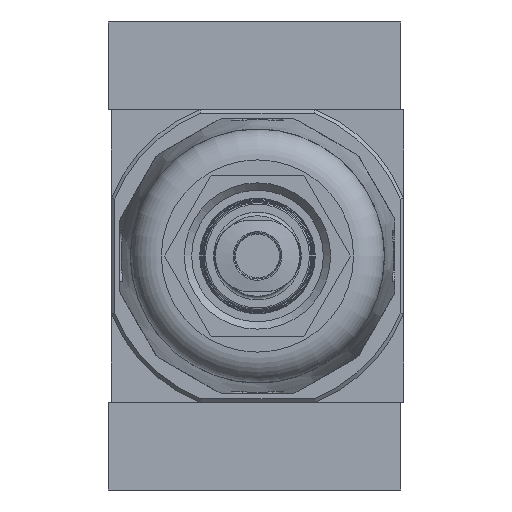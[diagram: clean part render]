
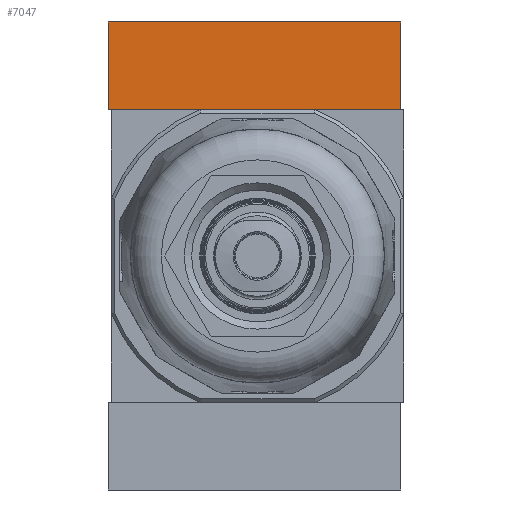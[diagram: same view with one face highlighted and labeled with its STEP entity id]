
A CAD part, front view. The second image highlights one B-rep face of the part: STEP entity #7047.
In plain terms, the highlighted planar face has unit normal (0, -1, 0).
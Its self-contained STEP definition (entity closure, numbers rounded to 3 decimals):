
#400=LINE('',#10909,#750);
#407=LINE('',#10949,#757);
#410=LINE('',#10955,#760);
#411=LINE('',#10957,#761);
#750=VECTOR('',#8712,1000.);
#757=VECTOR('',#8747,1000.);
#760=VECTOR('',#8752,1000.);
#761=VECTOR('',#8753,1000.);
#993=PLANE('',#7574);
#2080=ORIENTED_EDGE('',*,*,#3138,.T.);
#2081=ORIENTED_EDGE('',*,*,#3161,.F.);
#2082=ORIENTED_EDGE('',*,*,#3162,.F.);
#2083=ORIENTED_EDGE('',*,*,#3158,.T.);
#3138=EDGE_CURVE('',#3759,#3761,#400,.T.);
#3158=EDGE_CURVE('',#3781,#3759,#407,.T.);
#3161=EDGE_CURVE('',#3783,#3761,#410,.T.);
#3162=EDGE_CURVE('',#3781,#3783,#411,.T.);
#3759=VERTEX_POINT('',#10904);
#3761=VERTEX_POINT('',#10908);
#3781=VERTEX_POINT('',#10950);
#3783=VERTEX_POINT('',#10956);
#4518=EDGE_LOOP('',(#2080,#2081,#2082,#2083));
#5020=FACE_BOUND('',#4518,.T.);
#7047=ADVANCED_FACE('',(#5020),#993,.F.);
#7574=AXIS2_PLACEMENT_3D('',#10954,#8750,#8751);
#8712=DIRECTION('',(1.,0.,0.));
#8747=DIRECTION('',(0.,0.,-1.));
#8750=DIRECTION('',(0.,1.,0.));
#8751=DIRECTION('',(0.,0.,1.));
#8752=DIRECTION('',(0.,0.,-1.));
#8753=DIRECTION('',(1.,0.,0.));
#10904=CARTESIAN_POINT('',(-20.,-10.,-6.));
#10908=CARTESIAN_POINT('',(20.,-10.,-6.));
#10909=CARTESIAN_POINT('',(-20.,-10.,-6.));
#10949=CARTESIAN_POINT('',(-20.,-10.,6.));
#10950=CARTESIAN_POINT('',(-20.,-10.,6.));
#10954=CARTESIAN_POINT('',(-20.,-10.,6.));
#10955=CARTESIAN_POINT('',(20.,-10.,6.));
#10956=CARTESIAN_POINT('',(20.,-10.,6.));
#10957=CARTESIAN_POINT('',(-20.,-10.,6.));
